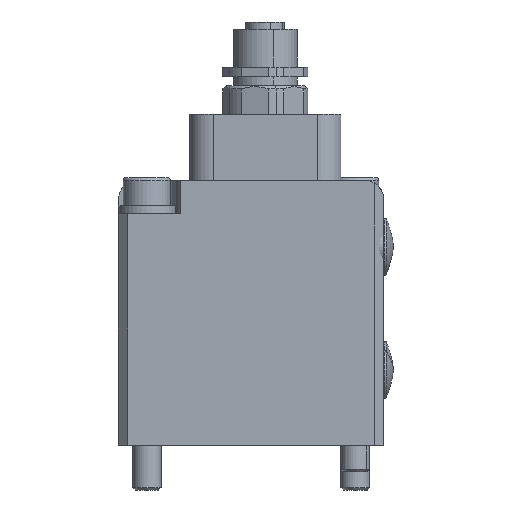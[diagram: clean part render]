
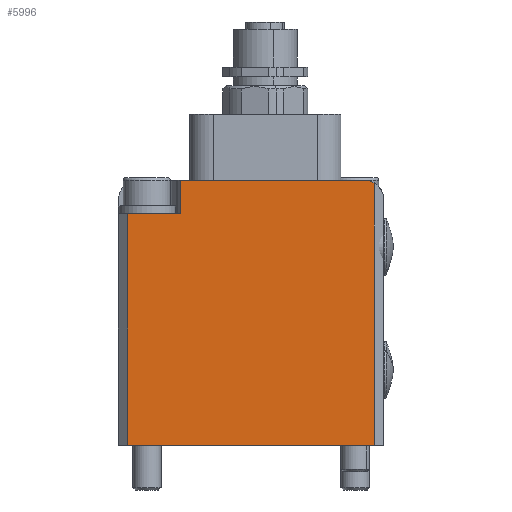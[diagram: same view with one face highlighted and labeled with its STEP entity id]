
A CAD part, front view. The second image highlights one B-rep face of the part: STEP entity #5996.
In plain terms, the highlighted planar face has unit normal (0, -1, 0).
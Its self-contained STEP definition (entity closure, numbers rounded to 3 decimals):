
#49 = ORIENTED_EDGE ( 'NONE', *, *, #5365, .T. ) ;
#604 = VECTOR ( 'NONE', #9465, 1000. ) ;
#756 = CARTESIAN_POINT ( 'NONE',  ( -26., -23., 49. ) ) ;
#967 = DIRECTION ( 'NONE',  ( 1., 0., 0. ) ) ;
#1149 = PLANE ( 'NONE',  #17513 ) ;
#1445 = VERTEX_POINT ( 'NONE', #13739 ) ;
#1646 = CARTESIAN_POINT ( 'NONE',  ( -28., -23., 0. ) ) ;
#1719 = DIRECTION ( 'NONE',  ( 0., 0., -1. ) ) ;
#1818 = DIRECTION ( 'NONE',  ( 0., 0., 1. ) ) ;
#3446 = DIRECTION ( 'NONE',  ( 0., 0., 1. ) ) ;
#3881 = DIRECTION ( 'NONE',  ( 1., 0., 0. ) ) ;
#4190 = EDGE_CURVE ( 'NONE', #4461, #8371, #7352, .T. ) ;
#4461 = VERTEX_POINT ( 'NONE', #13610 ) ;
#5023 = DIRECTION ( 'NONE',  ( 0., 1., 0. ) ) ;
#5032 = AXIS2_PLACEMENT_3D ( 'NONE', #5873, #20017, #7884 ) ;
#5331 = VECTOR ( 'NONE', #3446, 1000. ) ;
#5365 = EDGE_CURVE ( 'NONE', #1445, #8686, #16852, .T. ) ;
#5430 = CARTESIAN_POINT ( 'NONE',  ( 24., -23., 56. ) ) ;
#5586 = VERTEX_POINT ( 'NONE', #5610 ) ;
#5610 = CARTESIAN_POINT ( 'NONE',  ( -26., -23., 0. ) ) ;
#5736 = ORIENTED_EDGE ( 'NONE', *, *, #19909, .F. ) ;
#5873 = CARTESIAN_POINT ( 'NONE',  ( 24., -23., 52. ) ) ;
#5996 = ADVANCED_FACE ( 'NONE', ( #20920 ), #1149, .F. ) ;
#6726 = VECTOR ( 'NONE', #967, 1000. ) ;
#7352 = LINE ( 'NONE', #7706, #6726 ) ;
#7706 = CARTESIAN_POINT ( 'NONE',  ( -28., -23., 56. ) ) ;
#7884 = DIRECTION ( 'NONE',  ( 0., 0., 1. ) ) ;
#8371 = VERTEX_POINT ( 'NONE', #5430 ) ;
#8686 = VERTEX_POINT ( 'NONE', #13019 ) ;
#9465 = DIRECTION ( 'NONE',  ( -1., 0., 0. ) ) ;
#9550 = CARTESIAN_POINT ( 'NONE',  ( -15., -23., 49. ) ) ;
#9712 = CARTESIAN_POINT ( 'NONE',  ( -26., -23., 56. ) ) ;
#9793 = EDGE_LOOP ( 'NONE', ( #49, #21879, #26180, #5736, #14612, #19866, #25353 ) ) ;
#10579 = CIRCLE ( 'NONE', #5032, 4. ) ;
#10664 = LINE ( 'NONE', #17557, #5331 ) ;
#10753 = CARTESIAN_POINT ( 'NONE',  ( 26., -23., 56. ) ) ;
#11397 = VECTOR ( 'NONE', #16578, 1000. ) ;
#13019 = CARTESIAN_POINT ( 'NONE',  ( 26., -23., 55.464 ) ) ;
#13610 = CARTESIAN_POINT ( 'NONE',  ( -15., -23., 56. ) ) ;
#13739 = CARTESIAN_POINT ( 'NONE',  ( 26., -23., 0. ) ) ;
#14329 = VECTOR ( 'NONE', #1719, 1000. ) ;
#14612 = ORIENTED_EDGE ( 'NONE', *, *, #21403, .T. ) ;
#16578 = DIRECTION ( 'NONE',  ( 0., 0., 1. ) ) ;
#16852 = LINE ( 'NONE', #10753, #11397 ) ;
#17222 = VERTEX_POINT ( 'NONE', #25927 ) ;
#17223 = EDGE_CURVE ( 'NONE', #23868, #5586, #19655, .T. ) ;
#17513 = AXIS2_PLACEMENT_3D ( 'NONE', #25222, #5023, #1818 ) ;
#17557 = CARTESIAN_POINT ( 'NONE',  ( -15., -23., 29.151 ) ) ;
#17605 = LINE ( 'NONE', #9550, #604 ) ;
#18950 = EDGE_CURVE ( 'NONE', #5586, #1445, #24321, .T. ) ;
#18971 = VECTOR ( 'NONE', #3881, 1000. ) ;
#19655 = LINE ( 'NONE', #9712, #14329 ) ;
#19866 = ORIENTED_EDGE ( 'NONE', *, *, #17223, .T. ) ;
#19909 = EDGE_CURVE ( 'NONE', #17222, #4461, #10664, .T. ) ;
#20017 = DIRECTION ( 'NONE',  ( 0., -1., 0. ) ) ;
#20920 = FACE_OUTER_BOUND ( 'NONE', #9793, .T. ) ;
#21403 = EDGE_CURVE ( 'NONE', #17222, #23868, #17605, .T. ) ;
#21879 = ORIENTED_EDGE ( 'NONE', *, *, #25861, .T. ) ;
#23868 = VERTEX_POINT ( 'NONE', #756 ) ;
#24321 = LINE ( 'NONE', #1646, #18971 ) ;
#25222 = CARTESIAN_POINT ( 'NONE',  ( -28., -23., 56. ) ) ;
#25353 = ORIENTED_EDGE ( 'NONE', *, *, #18950, .T. ) ;
#25861 = EDGE_CURVE ( 'NONE', #8686, #8371, #10579, .T. ) ;
#25927 = CARTESIAN_POINT ( 'NONE',  ( -15., -23., 49. ) ) ;
#26180 = ORIENTED_EDGE ( 'NONE', *, *, #4190, .F. ) ;
